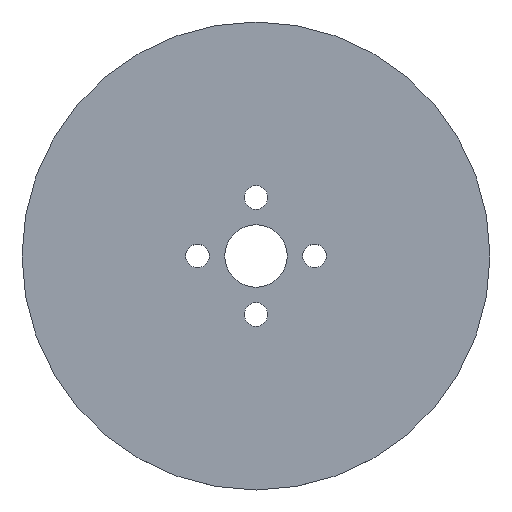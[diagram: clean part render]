
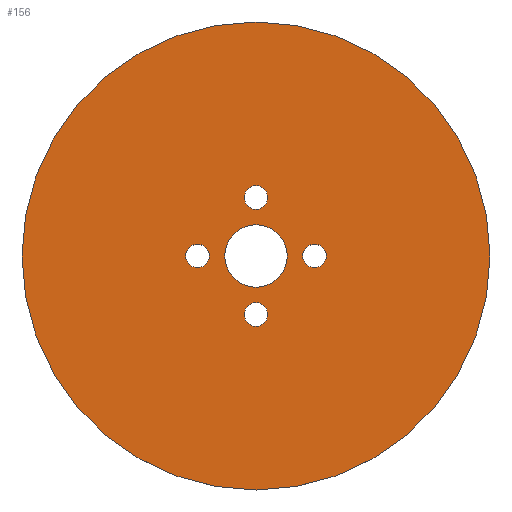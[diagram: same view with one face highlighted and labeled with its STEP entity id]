
A CAD part, top view. The second image highlights one B-rep face of the part: STEP entity #156.
In plain terms, the highlighted planar face has unit normal (0, 0, 1).
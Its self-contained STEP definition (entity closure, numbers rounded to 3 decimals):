
#20=FACE_BOUND('',#48,.T.);
#21=FACE_BOUND('',#49,.T.);
#22=FACE_BOUND('',#50,.T.);
#23=FACE_BOUND('',#51,.T.);
#24=FACE_BOUND('',#52,.T.);
#26=PLANE('',#199);
#34=FACE_OUTER_BOUND('',#47,.T.);
#47=EDGE_LOOP('',(#137));
#48=EDGE_LOOP('',(#138));
#49=EDGE_LOOP('',(#139));
#50=EDGE_LOOP('',(#140));
#51=EDGE_LOOP('',(#141));
#52=EDGE_LOOP('',(#142));
#65=CIRCLE('',#181,1.5);
#67=CIRCLE('',#184,1.5);
#69=CIRCLE('',#187,1.5);
#71=CIRCLE('',#190,1.5);
#73=CIRCLE('',#193,4.);
#76=CIRCLE('',#198,30.);
#77=VERTEX_POINT('',#250);
#79=VERTEX_POINT('',#256);
#81=VERTEX_POINT('',#262);
#83=VERTEX_POINT('',#268);
#85=VERTEX_POINT('',#274);
#88=VERTEX_POINT('',#283);
#89=EDGE_CURVE('',#77,#77,#65,.T.);
#92=EDGE_CURVE('',#79,#79,#67,.T.);
#95=EDGE_CURVE('',#81,#81,#69,.T.);
#98=EDGE_CURVE('',#83,#83,#71,.T.);
#101=EDGE_CURVE('',#85,#85,#73,.T.);
#105=EDGE_CURVE('',#88,#88,#76,.T.);
#137=ORIENTED_EDGE('',*,*,#105,.T.);
#138=ORIENTED_EDGE('',*,*,#89,.T.);
#139=ORIENTED_EDGE('',*,*,#92,.T.);
#140=ORIENTED_EDGE('',*,*,#95,.T.);
#141=ORIENTED_EDGE('',*,*,#98,.T.);
#142=ORIENTED_EDGE('',*,*,#101,.T.);
#156=ADVANCED_FACE('',(#34,#20,#21,#22,#23,#24),#26,.T.);
#181=AXIS2_PLACEMENT_3D('',#251,#204,#205);
#184=AXIS2_PLACEMENT_3D('',#257,#211,#212);
#187=AXIS2_PLACEMENT_3D('',#263,#218,#219);
#190=AXIS2_PLACEMENT_3D('',#269,#225,#226);
#193=AXIS2_PLACEMENT_3D('',#275,#232,#233);
#198=AXIS2_PLACEMENT_3D('',#284,#243,#244);
#199=AXIS2_PLACEMENT_3D('',#286,#246,#247);
#204=DIRECTION('center_axis',(0.,0.,-1.));
#205=DIRECTION('ref_axis',(1.,0.,0.));
#211=DIRECTION('center_axis',(0.,0.,-1.));
#212=DIRECTION('ref_axis',(1.,0.,0.));
#218=DIRECTION('center_axis',(0.,0.,-1.));
#219=DIRECTION('ref_axis',(1.,0.,0.));
#225=DIRECTION('center_axis',(0.,0.,-1.));
#226=DIRECTION('ref_axis',(1.,0.,0.));
#232=DIRECTION('center_axis',(0.,0.,-1.));
#233=DIRECTION('ref_axis',(1.,0.,0.));
#243=DIRECTION('center_axis',(0.,0.,1.));
#244=DIRECTION('ref_axis',(1.,0.,0.));
#246=DIRECTION('center_axis',(0.,0.,1.));
#247=DIRECTION('ref_axis',(1.,0.,0.));
#250=CARTESIAN_POINT('',(6.,0.,0.5));
#251=CARTESIAN_POINT('Origin',(7.5,0.,0.5));
#256=CARTESIAN_POINT('',(-9.,0.,0.5));
#257=CARTESIAN_POINT('Origin',(-7.5,0.,0.5));
#262=CARTESIAN_POINT('',(-1.5,7.5,0.5));
#263=CARTESIAN_POINT('Origin',(0.,7.5,0.5));
#268=CARTESIAN_POINT('',(-1.5,-7.5,0.5));
#269=CARTESIAN_POINT('Origin',(0.,-7.5,0.5));
#274=CARTESIAN_POINT('',(-4.,0.,0.5));
#275=CARTESIAN_POINT('Origin',(0.,0.,0.5));
#283=CARTESIAN_POINT('',(-30.,0.,0.5));
#284=CARTESIAN_POINT('Origin',(0.,0.,0.5));
#286=CARTESIAN_POINT('Origin',(0.,0.,0.5));
